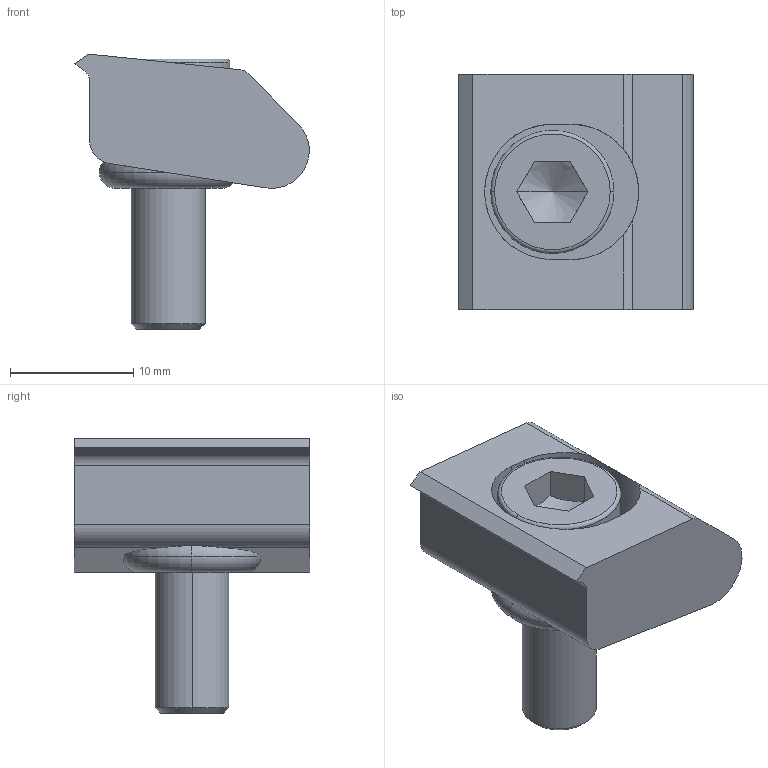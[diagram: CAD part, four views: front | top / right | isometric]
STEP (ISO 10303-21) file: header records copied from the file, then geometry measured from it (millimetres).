
FILE_DESCRIPTION(('STEP AP214'),'1');
FILE_NAME(' ',' ',('TraceParts'),('TraceParts S.A.'),'XStep 1.0',' ',' ');
FILE_SCHEMA(('automotive_design'));
Length unit declared in the file: millimetre
Products named in the file (3): 1; 2; 3
Bounding box: 19.04 x 19.1 x 22.4 mm (x, y, z)
Volume: 2939.1 mm3; surface area: 2354.7 mm2
Topology: 3 solids, 3 shells, 58 faces, 146 edges, 92 vertices
Faces by surface type: plane 26, cylinder 18, torus 8, cone 6
Entity records: 3490 total; most frequent: CARTESIAN_POINT 367, DIRECTION 310, STYLED_ITEM 297, PRESENTATION_STYLE_ASSIGNMENT 297, COLOUR_RGB 297, ORIENTED_EDGE 288, EDGE_CURVE 144, CURVE_STYLE 144
